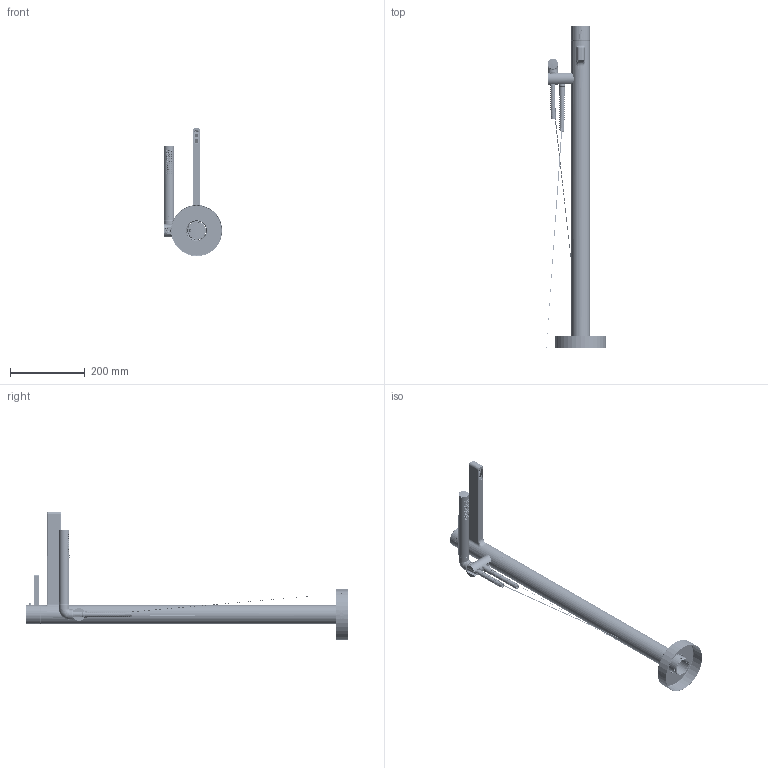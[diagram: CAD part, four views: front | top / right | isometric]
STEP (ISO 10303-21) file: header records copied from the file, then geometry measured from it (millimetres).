
FILE_DESCRIPTION(/* description */ (''),/* implementation_level */ '2;1');
FILE_NAME(/* name */ 'PX39-EM 3D.stp',/* time_stamp */ '2021-03-10T16:52:12-05:00',/* author */ ('fbrousse'),/* organization */ (''),/* preprocessor_version */ 'ST-DEVELOPER v17',/* originating_system */ 'Autodesk Inventor 2018',/* authorisation */ '');
FILE_SCHEMA (('CONFIG_CONTROL_DESIGN'));
Products named in the file (34): TPX39-EM; 9080; 4989; 032-400; 306-135; 039-437; 3958; 019-441; 019-413; 2689; 019-443; 010-233; 320-070; 305-629; 7037 (femal); 7037-6; 302-020; 7037 (femal)_1; 7037-1; 7037-2; 1601; 1801; 001-076; 003-013; 1925; 002-612; 009-078; 009-077; 390-132; 1824; 002-038; 009-415; 152-050; 4361-EM
Assembly tree (35 placements, depth 4):
  TPX39-EM
    9080
      4989
        032-400
        306-135
        039-437
      3958
        019-441
        019-413
      2689
        019-443
      010-233
      320-070
      305-629
    7037 (femal)
      7037-6
      7037-2
      302-020
    7037 (femal)_1
      7037-1
      7037-2
    1601
      1801
        001-076
        152-050
        003-013
      1925
        002-612
        009-078
        009-077
        390-132
    1824
      002-038
      009-415
      152-050
    4361-EM
Bounding box: 161.83 x 889.02 x 343.5 mm (x, y, z)
Volume: 614204.5 mm3; surface area: 524917 mm2
Topology: 28 solids, 28 shells, 4193 faces, 11226 edges, 7201 vertices
Faces by surface type: plane 1217, bspline 1206, cylinder 1009, cone 399, torus 249, sphere 113
Full cylindrical faces by diameter (mm): 2.2 x1, 2.5 x1, 3.2 x1, 4 x1, 4.134 x18, 4.199 x1, 4.93 x1, 5 x5, 5.9 x2, 6 x3, 6.5 x2, 6.7 x2, 7.675 x1, 7.8 x3, 8 x1, 8.1 x3, 8.3 x1, 8.89 x36, 9 x1, 10 x5, 10.2 x1, 10.4 x1, 10.917 x1, 11 x1, 12 x4, 12.065 x36, 12.1 x1, 12.6 x1, 13.1 x1, 13.589 x36
Entity records: 310873 total; most frequent: CARTESIAN_POINT 212659, ORIENTED_EDGE 21556, DIRECTION 17749, EDGE_CURVE 10778, AXIS2_PLACEMENT_3D 7107, VERTEX_POINT 6906, EDGE_LOOP 4517, FACE_OUTER_BOUND 4029
